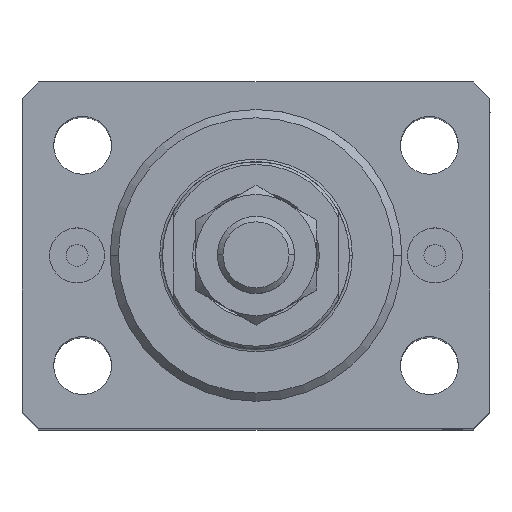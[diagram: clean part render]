
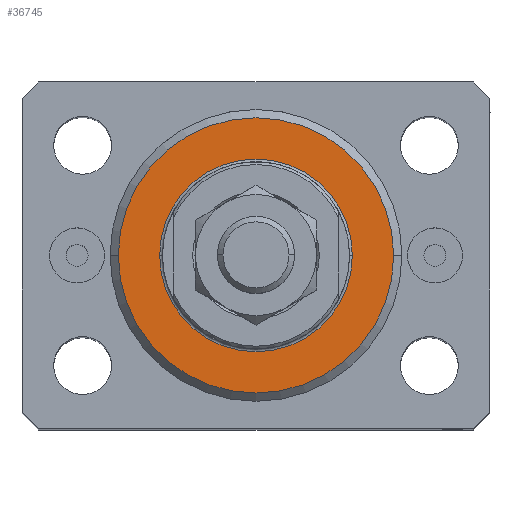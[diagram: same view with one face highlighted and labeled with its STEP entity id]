
A CAD part, top view. The second image highlights one B-rep face of the part: STEP entity #36745.
In plain terms, the highlighted face is planar.
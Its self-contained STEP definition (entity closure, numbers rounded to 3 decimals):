
#1937 = CARTESIAN_POINT ( 'NONE',  ( -25., 0., 0. ) ) ;
#1952 = AXIS2_PLACEMENT_3D ( 'NONE', #27766, #20299, #2573 ) ;
#2573 = DIRECTION ( 'NONE',  ( 1., 0., 0. ) ) ;
#3630 = ORIENTED_EDGE ( 'NONE', *, *, #15934, .T. ) ;
#5814 = EDGE_CURVE ( 'NONE', #36913, #33100, #13542, .T. ) ;
#6595 = CARTESIAN_POINT ( 'NONE',  ( 0., 0., 0. ) ) ;
#11957 = VERTEX_POINT ( 'NONE', #32854 ) ;
#12146 = EDGE_LOOP ( 'NONE', ( #3630, #17897 ) ) ;
#12943 = DIRECTION ( 'NONE',  ( 0., 0., 1. ) ) ;
#13542 = CIRCLE ( 'NONE', #45510, 17.5 ) ;
#14367 = CARTESIAN_POINT ( 'NONE',  ( 0., 0., 0. ) ) ;
#14470 = DIRECTION ( 'NONE',  ( 0., 0., -1. ) ) ;
#15934 = EDGE_CURVE ( 'NONE', #11957, #36989, #24578, .T. ) ;
#16893 = DIRECTION ( 'NONE',  ( 1., 0., 0. ) ) ;
#17897 = ORIENTED_EDGE ( 'NONE', *, *, #25027, .T. ) ;
#18142 = AXIS2_PLACEMENT_3D ( 'NONE', #31468, #14470, #42171 ) ;
#19099 = AXIS2_PLACEMENT_3D ( 'NONE', #31341, #12943, #16893 ) ;
#20299 = DIRECTION ( 'NONE',  ( 0., 0., 1. ) ) ;
#20826 = DIRECTION ( 'NONE',  ( 1., 0., 0. ) ) ;
#21138 = DIRECTION ( 'NONE',  ( 0., 0., 1. ) ) ;
#24378 = PLANE ( 'NONE',  #19099 ) ;
#24578 = CIRCLE ( 'NONE', #45376, 25. ) ;
#25027 = EDGE_CURVE ( 'NONE', #36989, #11957, #32295, .T. ) ;
#25885 = EDGE_LOOP ( 'NONE', ( #37269, #43325 ) ) ;
#27766 = CARTESIAN_POINT ( 'NONE',  ( 0., 0., 0. ) ) ;
#31001 = CARTESIAN_POINT ( 'NONE',  ( -17.5, 0., 0. ) ) ;
#31341 = CARTESIAN_POINT ( 'NONE',  ( 0., 0., 0. ) ) ;
#31468 = CARTESIAN_POINT ( 'NONE',  ( 0., 0., 0. ) ) ;
#32295 = CIRCLE ( 'NONE', #18142, 25. ) ;
#32854 = CARTESIAN_POINT ( 'NONE',  ( 25., 0., 0. ) ) ;
#33100 = VERTEX_POINT ( 'NONE', #31001 ) ;
#34380 = FACE_OUTER_BOUND ( 'NONE', #12146, .T. ) ;
#35994 = CARTESIAN_POINT ( 'NONE',  ( 17.5, 0., 0. ) ) ;
#36745 = ADVANCED_FACE ( 'NONE', ( #44841, #34380 ), #24378, .F. ) ;
#36913 = VERTEX_POINT ( 'NONE', #35994 ) ;
#36989 = VERTEX_POINT ( 'NONE', #1937 ) ;
#37269 = ORIENTED_EDGE ( 'NONE', *, *, #5814, .T. ) ;
#37312 = EDGE_CURVE ( 'NONE', #33100, #36913, #38399, .T. ) ;
#38399 = CIRCLE ( 'NONE', #1952, 17.5 ) ;
#39212 = DIRECTION ( 'NONE',  ( 0., 0., -1. ) ) ;
#42171 = DIRECTION ( 'NONE',  ( 1., 0., 0. ) ) ;
#43325 = ORIENTED_EDGE ( 'NONE', *, *, #37312, .T. ) ;
#44841 = FACE_BOUND ( 'NONE', #25885, .T. ) ;
#45376 = AXIS2_PLACEMENT_3D ( 'NONE', #6595, #39212, #20826 ) ;
#45510 = AXIS2_PLACEMENT_3D ( 'NONE', #14367, #21138, #46017 ) ;
#46017 = DIRECTION ( 'NONE',  ( 1., 0., 0. ) ) ;
